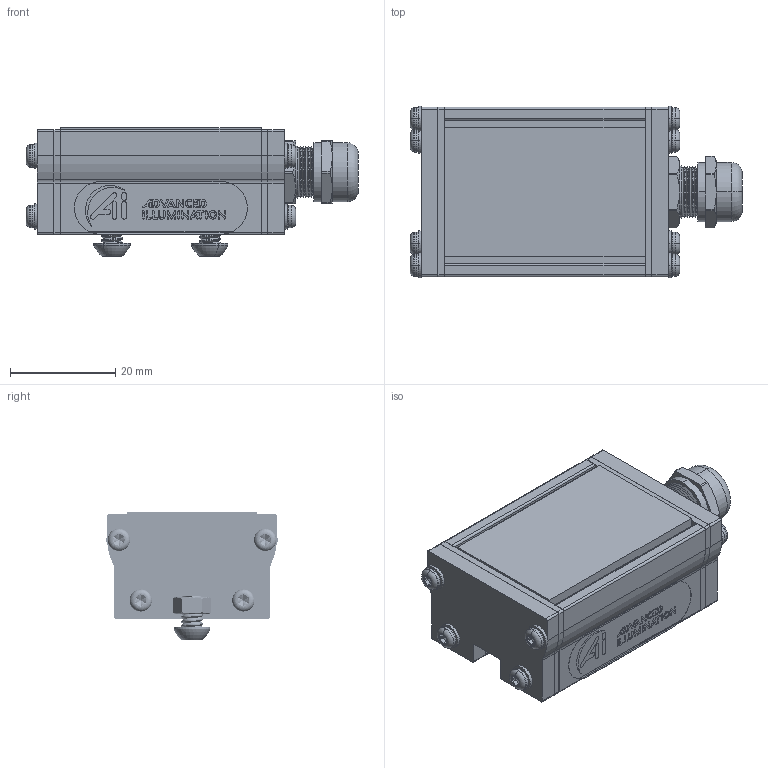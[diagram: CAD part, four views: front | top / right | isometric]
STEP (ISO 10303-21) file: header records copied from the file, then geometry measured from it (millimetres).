
FILE_DESCRIPTION (( 'STEP AP203' ), '1' );
FILE_NAME ('Web Model 18588_18588.step', '2021-08-13T13:15:32', ( '' ), ( '' ), 'SwSTEP 2.0', 'SolidWorks 2018', '' );
FILE_SCHEMA (( 'CONFIG_CONTROL_DESIGN' ));
Length unit declared in the file: millimetre
Products named in the file (1): Web Model 18588_18588
Bounding box: 63.09 x 32.59 x 24.48 mm (x, y, z)
Volume: 15230.5 mm3; surface area: 21057.2 mm2
Topology: 58 solids, 58 shells, 2311 faces, 6082 edges, 3838 vertices
Faces by surface type: cylinder 1310, plane 457, cone 362, bspline 122, torus 60
Entity records: 93505 total; most frequent: CARTESIAN_POINT 42629, ORIENTED_EDGE 12028, DIRECTION 9365, EDGE_CURVE 6014, VERTEX_POINT 3838, AXIS2_PLACEMENT_3D 3503, EDGE_LOOP 2394, VECTOR 2359
